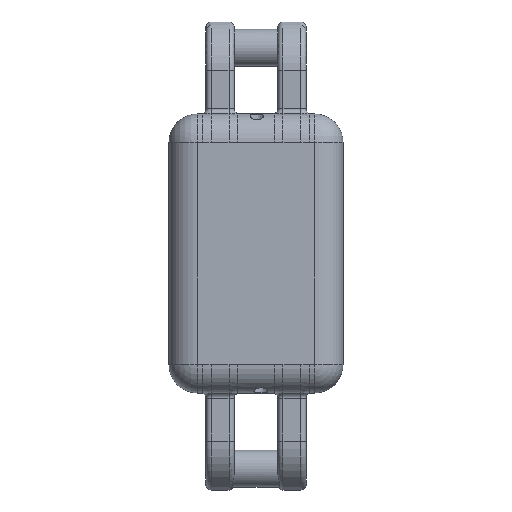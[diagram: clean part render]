
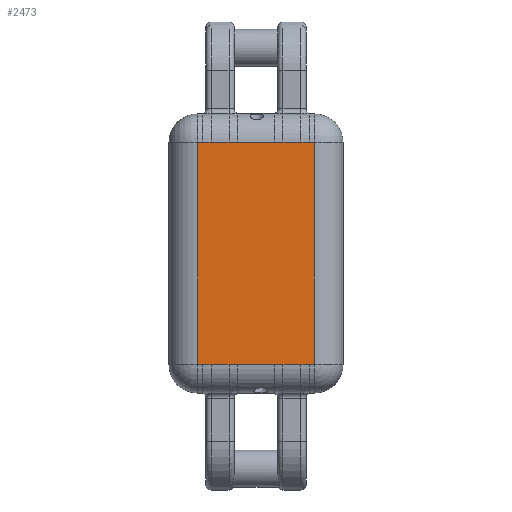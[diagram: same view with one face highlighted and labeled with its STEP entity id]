
A CAD part, top view. The second image highlights one B-rep face of the part: STEP entity #2473.
In plain terms, the highlighted planar face has unit normal (0, 0, 1).
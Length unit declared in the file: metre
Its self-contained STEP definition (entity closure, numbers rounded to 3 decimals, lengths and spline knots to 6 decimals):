
#158=LINE('',#4001,#282);
#159=LINE('',#4004,#283);
#160=LINE('',#4006,#284);
#161=LINE('',#4013,#285);
#162=LINE('',#4020,#286);
#163=LINE('',#4027,#287);
#164=LINE('',#4034,#288);
#165=LINE('',#4036,#289);
#166=LINE('',#4038,#290);
#167=LINE('',#4045,#291);
#168=LINE('',#4052,#292);
#169=LINE('',#4059,#293);
#282=VECTOR('',#3097,1.);
#283=VECTOR('',#3098,1.);
#284=VECTOR('',#3099,1.);
#285=VECTOR('',#3100,1.);
#286=VECTOR('',#3101,1.);
#287=VECTOR('',#3102,1.);
#288=VECTOR('',#3103,1.);
#289=VECTOR('',#3104,1.);
#290=VECTOR('',#3105,1.);
#291=VECTOR('',#3106,1.);
#292=VECTOR('',#3107,1.);
#293=VECTOR('',#3108,1.);
#386=PLANE('',#2680);
#669=ORIENTED_EDGE('',*,*,#1457,.T.);
#670=ORIENTED_EDGE('',*,*,#1458,.T.);
#671=ORIENTED_EDGE('',*,*,#1459,.T.);
#672=ORIENTED_EDGE('',*,*,#1460,.T.);
#673=ORIENTED_EDGE('',*,*,#1461,.T.);
#674=ORIENTED_EDGE('',*,*,#1462,.T.);
#675=ORIENTED_EDGE('',*,*,#1463,.T.);
#676=ORIENTED_EDGE('',*,*,#1464,.T.);
#677=ORIENTED_EDGE('',*,*,#1465,.T.);
#678=ORIENTED_EDGE('',*,*,#1466,.T.);
#679=ORIENTED_EDGE('',*,*,#1467,.T.);
#680=ORIENTED_EDGE('',*,*,#1468,.T.);
#681=ORIENTED_EDGE('',*,*,#1469,.T.);
#682=ORIENTED_EDGE('',*,*,#1470,.T.);
#683=ORIENTED_EDGE('',*,*,#1471,.T.);
#684=ORIENTED_EDGE('',*,*,#1472,.T.);
#685=ORIENTED_EDGE('',*,*,#1473,.T.);
#686=ORIENTED_EDGE('',*,*,#1474,.T.);
#687=ORIENTED_EDGE('',*,*,#1475,.T.);
#688=ORIENTED_EDGE('',*,*,#1476,.T.);
#1457=EDGE_CURVE('',#1848,#1849,#158,.T.);
#1458=EDGE_CURVE('',#1849,#1850,#159,.F.);
#1459=EDGE_CURVE('',#1850,#1851,#160,.F.);
#1460=EDGE_CURVE('',#1851,#1852,#2014,.T.);
#1461=EDGE_CURVE('',#1852,#1853,#161,.T.);
#1462=EDGE_CURVE('',#1853,#1854,#2015,.T.);
#1463=EDGE_CURVE('',#1854,#1855,#162,.F.);
#1464=EDGE_CURVE('',#1855,#1856,#2016,.T.);
#1465=EDGE_CURVE('',#1856,#1857,#163,.T.);
#1466=EDGE_CURVE('',#1857,#1858,#2017,.T.);
#1467=EDGE_CURVE('',#1858,#1859,#164,.F.);
#1468=EDGE_CURVE('',#1859,#1860,#165,.T.);
#1469=EDGE_CURVE('',#1860,#1861,#166,.T.);
#1470=EDGE_CURVE('',#1861,#1862,#2018,.T.);
#1471=EDGE_CURVE('',#1862,#1863,#167,.F.);
#1472=EDGE_CURVE('',#1863,#1864,#2019,.T.);
#1473=EDGE_CURVE('',#1864,#1865,#168,.T.);
#1474=EDGE_CURVE('',#1865,#1866,#2020,.T.);
#1475=EDGE_CURVE('',#1866,#1867,#169,.F.);
#1476=EDGE_CURVE('',#1867,#1848,#2021,.T.);
#1848=VERTEX_POINT('',#4002);
#1849=VERTEX_POINT('',#4003);
#1850=VERTEX_POINT('',#4005);
#1851=VERTEX_POINT('',#4007);
#1852=VERTEX_POINT('',#4012);
#1853=VERTEX_POINT('',#4014);
#1854=VERTEX_POINT('',#4019);
#1855=VERTEX_POINT('',#4021);
#1856=VERTEX_POINT('',#4026);
#1857=VERTEX_POINT('',#4028);
#1858=VERTEX_POINT('',#4033);
#1859=VERTEX_POINT('',#4035);
#1860=VERTEX_POINT('',#4037);
#1861=VERTEX_POINT('',#4039);
#1862=VERTEX_POINT('',#4044);
#1863=VERTEX_POINT('',#4046);
#1864=VERTEX_POINT('',#4051);
#1865=VERTEX_POINT('',#4053);
#1866=VERTEX_POINT('',#4058);
#1867=VERTEX_POINT('',#4060);
#2014=B_SPLINE_CURVE_WITH_KNOTS('',3,(#4008,#4009,#4010,#4011),
 .UNSPECIFIED.,.F.,.F.,(4,4),(0.,0.000902),.UNSPECIFIED.);
#2015=B_SPLINE_CURVE_WITH_KNOTS('',3,(#4015,#4016,#4017,#4018),
 .UNSPECIFIED.,.F.,.F.,(4,4),(0.,0.000902),.UNSPECIFIED.);
#2016=B_SPLINE_CURVE_WITH_KNOTS('',3,(#4022,#4023,#4024,#4025),
 .UNSPECIFIED.,.F.,.F.,(4,4),(0.,0.000902),.UNSPECIFIED.);
#2017=B_SPLINE_CURVE_WITH_KNOTS('',3,(#4029,#4030,#4031,#4032),
 .UNSPECIFIED.,.F.,.F.,(4,4),(0.,0.000902),.UNSPECIFIED.);
#2018=B_SPLINE_CURVE_WITH_KNOTS('',3,(#4040,#4041,#4042,#4043),
 .UNSPECIFIED.,.F.,.F.,(4,4),(0.,0.000902),.UNSPECIFIED.);
#2019=B_SPLINE_CURVE_WITH_KNOTS('',3,(#4047,#4048,#4049,#4050),
 .UNSPECIFIED.,.F.,.F.,(4,4),(0.,0.000902),.UNSPECIFIED.);
#2020=B_SPLINE_CURVE_WITH_KNOTS('',3,(#4054,#4055,#4056,#4057),
 .UNSPECIFIED.,.F.,.F.,(4,4),(0.,0.000902),.UNSPECIFIED.);
#2021=B_SPLINE_CURVE_WITH_KNOTS('',3,(#4061,#4062,#4063,#4064),
 .UNSPECIFIED.,.F.,.F.,(4,4),(0.,0.000902),.UNSPECIFIED.);
#2100=EDGE_LOOP('',(#669,#670,#671,#672,#673,#674,#675,#676,#677,#678,#679,
#680,#681,#682,#683,#684,#685,#686,#687,#688));
#2276=FACE_BOUND('',#2100,.T.);
#2473=ADVANCED_FACE('',(#2276),#386,.T.);
#2680=AXIS2_PLACEMENT_3D('',#4000,#3095,#3096);
#3095=DIRECTION('',(0.,0.,1.));
#3096=DIRECTION('',(1.,0.,0.));
#3097=DIRECTION('',(1.,0.,0.));
#3098=DIRECTION('',(0.,-1.,0.));
#3099=DIRECTION('',(1.,0.,0.));
#3100=DIRECTION('',(-1.,0.,0.));
#3101=DIRECTION('',(1.,0.,0.));
#3102=DIRECTION('',(-1.,0.,0.));
#3103=DIRECTION('',(1.,0.,0.));
#3104=DIRECTION('',(0.,-1.,0.));
#3105=DIRECTION('',(1.,0.,0.));
#3106=DIRECTION('',(-1.,0.,0.));
#3107=DIRECTION('',(1.,0.,0.));
#3108=DIRECTION('',(-1.,0.,0.));
#4000=CARTESIAN_POINT('',(0.001657,0.143906,0.01651));
#4001=CARTESIAN_POINT('',(0.011018,0.13198,0.01651));
#4002=CARTESIAN_POINT('',(0.00739,0.13198,0.01651));
#4003=CARTESIAN_POINT('',(0.007945,0.13198,0.01651));
#4004=CARTESIAN_POINT('',(0.007945,0.143906,0.01651));
#4005=CARTESIAN_POINT('',(0.007945,0.155833,0.01651));
#4006=CARTESIAN_POINT('',(0.001657,0.155833,0.01651));
#4007=CARTESIAN_POINT('',(0.00739,0.155833,0.01651));
#4008=CARTESIAN_POINT('',(0.00739,0.155833,0.01651));
#4009=CARTESIAN_POINT('',(0.007089,0.155833,0.01651));
#4010=CARTESIAN_POINT('',(0.006789,0.155862,0.01651));
#4011=CARTESIAN_POINT('',(0.006488,0.155862,0.01651));
#4012=CARTESIAN_POINT('',(0.006488,0.155862,0.01651));
#4013=CARTESIAN_POINT('',(-0.007705,0.155862,0.01651));
#4014=CARTESIAN_POINT('',(0.004558,0.155862,0.01651));
#4015=CARTESIAN_POINT('',(0.004558,0.155862,0.01651));
#4016=CARTESIAN_POINT('',(0.004257,0.155862,0.01651));
#4017=CARTESIAN_POINT('',(0.003957,0.155833,0.01651));
#4018=CARTESIAN_POINT('',(0.003656,0.155833,0.01651));
#4019=CARTESIAN_POINT('',(0.003656,0.155833,0.01651));
#4020=CARTESIAN_POINT('',(0.001657,0.155833,0.01651));
#4021=CARTESIAN_POINT('',(-0.000343,0.155833,0.01651));
#4022=CARTESIAN_POINT('',(-0.000343,0.155833,0.01651));
#4023=CARTESIAN_POINT('',(-0.000644,0.155833,0.01651));
#4024=CARTESIAN_POINT('',(-0.000944,0.155862,0.01651));
#4025=CARTESIAN_POINT('',(-0.001245,0.155862,0.01651));
#4026=CARTESIAN_POINT('',(-0.001245,0.155862,0.01651));
#4027=CARTESIAN_POINT('',(-0.007705,0.155862,0.01651));
#4028=CARTESIAN_POINT('',(-0.003175,0.155862,0.01651));
#4029=CARTESIAN_POINT('',(-0.003175,0.155862,0.01651));
#4030=CARTESIAN_POINT('',(-0.003476,0.155862,0.01651));
#4031=CARTESIAN_POINT('',(-0.003776,0.155833,0.01651));
#4032=CARTESIAN_POINT('',(-0.004077,0.155833,0.01651));
#4033=CARTESIAN_POINT('',(-0.004077,0.155833,0.01651));
#4034=CARTESIAN_POINT('',(0.001657,0.155833,0.01651));
#4035=CARTESIAN_POINT('',(-0.004632,0.155833,0.01651));
#4036=CARTESIAN_POINT('',(-0.004632,0.128906,0.01651));
#4037=CARTESIAN_POINT('',(-0.004632,0.13198,0.01651));
#4038=CARTESIAN_POINT('',(0.011018,0.13198,0.01651));
#4039=CARTESIAN_POINT('',(-0.004077,0.13198,0.01651));
#4040=CARTESIAN_POINT('',(-0.004077,0.13198,0.01651));
#4041=CARTESIAN_POINT('',(-0.003776,0.13198,0.01651));
#4042=CARTESIAN_POINT('',(-0.003476,0.131951,0.01651));
#4043=CARTESIAN_POINT('',(-0.003175,0.131951,0.01651));
#4044=CARTESIAN_POINT('',(-0.003175,0.131951,0.01651));
#4045=CARTESIAN_POINT('',(0.011018,0.131951,0.01651));
#4046=CARTESIAN_POINT('',(-0.001245,0.131951,0.01651));
#4047=CARTESIAN_POINT('',(-0.001245,0.131951,0.01651));
#4048=CARTESIAN_POINT('',(-0.000944,0.131951,0.01651));
#4049=CARTESIAN_POINT('',(-0.000644,0.13198,0.01651));
#4050=CARTESIAN_POINT('',(-0.000343,0.13198,0.01651));
#4051=CARTESIAN_POINT('',(-0.000343,0.13198,0.01651));
#4052=CARTESIAN_POINT('',(0.011018,0.13198,0.01651));
#4053=CARTESIAN_POINT('',(0.003656,0.13198,0.01651));
#4054=CARTESIAN_POINT('',(0.003656,0.13198,0.01651));
#4055=CARTESIAN_POINT('',(0.003957,0.13198,0.01651));
#4056=CARTESIAN_POINT('',(0.004257,0.131951,0.01651));
#4057=CARTESIAN_POINT('',(0.004558,0.131951,0.01651));
#4058=CARTESIAN_POINT('',(0.004558,0.131951,0.01651));
#4059=CARTESIAN_POINT('',(0.011018,0.131951,0.01651));
#4060=CARTESIAN_POINT('',(0.006488,0.131951,0.01651));
#4061=CARTESIAN_POINT('',(0.006488,0.131951,0.01651));
#4062=CARTESIAN_POINT('',(0.006789,0.131951,0.01651));
#4063=CARTESIAN_POINT('',(0.007089,0.13198,0.01651));
#4064=CARTESIAN_POINT('',(0.00739,0.13198,0.01651));
